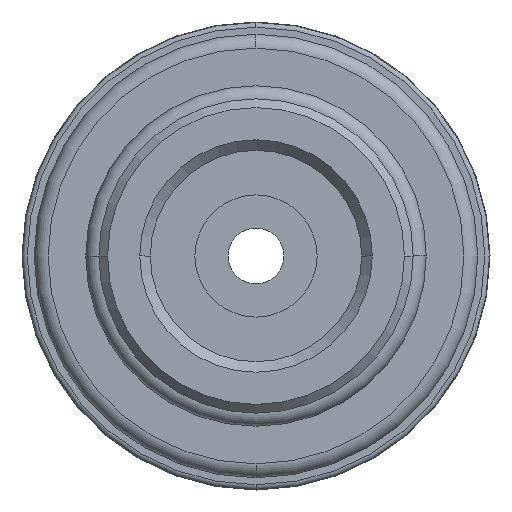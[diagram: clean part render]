
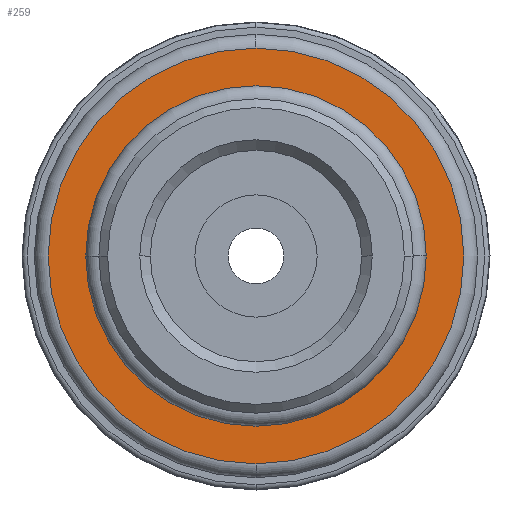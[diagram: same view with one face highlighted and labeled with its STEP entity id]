
A CAD part, front view. The second image highlights one B-rep face of the part: STEP entity #259.
In plain terms, the highlighted planar face has unit normal (0, -1, 0).
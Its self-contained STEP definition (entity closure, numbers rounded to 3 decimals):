
#259=ADVANCED_FACE('',(#596,#597),#598,.T.);
#596=FACE_BOUND('',#30210,.T.);
#597=FACE_OUTER_BOUND('',#30211,.T.);
#598=PLANE('',#30212);
#30210=EDGE_LOOP('',(#30889,#30890,#30891));
#30211=EDGE_LOOP('',(#30892,#30893,#30894));
#30212=AXIS2_PLACEMENT_3D('',#30895,#30896,#30897);
#30889=ORIENTED_EDGE('',*,*,#31676,.T.);
#30890=ORIENTED_EDGE('',*,*,#31762,.T.);
#30891=ORIENTED_EDGE('',*,*,#31677,.T.);
#30892=ORIENTED_EDGE('',*,*,#31763,.F.);
#30893=ORIENTED_EDGE('',*,*,#31764,.F.);
#30894=ORIENTED_EDGE('',*,*,#31765,.F.);
#30895=CARTESIAN_POINT('',(10.45,2.5,0.0));
#30896=DIRECTION('',(-0.0,-1.0,-0.0));
#30897=DIRECTION('',(-1.0,0.0,0.0));
#31676=EDGE_CURVE('',#32189,#32187,#32190,.T.);
#31677=EDGE_CURVE('',#32191,#32189,#32192,.T.);
#31762=EDGE_CURVE('',#32187,#32191,#32315,.T.);
#31763=EDGE_CURVE('',#32316,#32317,#32318,.T.);
#31764=EDGE_CURVE('',#32319,#32316,#32320,.T.);
#31765=EDGE_CURVE('',#32317,#32319,#32321,.T.);
#32187=VERTEX_POINT('',#35211);
#32189=VERTEX_POINT('',#35213);
#32190=CIRCLE('',#35214,9.75);
#32191=VERTEX_POINT('',#35215);
#32192=CIRCLE('',#35216,9.75);
#32315=CIRCLE('',#35532,9.75);
#32316=VERTEX_POINT('',#35533);
#32317=VERTEX_POINT('',#35534);
#32318=CIRCLE('',#35535,11.9);
#32319=VERTEX_POINT('',#35536);
#32320=CIRCLE('',#35537,11.9);
#32321=CIRCLE('',#35538,11.9);
#35211=CARTESIAN_POINT('',(9.75,2.5,0.));
#35213=CARTESIAN_POINT('',(0.,2.5,9.75));
#35214=AXIS2_PLACEMENT_3D('',#36193,#36194,#36195);
#35215=CARTESIAN_POINT('',(-9.75,2.5,0.));
#35216=AXIS2_PLACEMENT_3D('',#36196,#36197,#36198);
#35532=AXIS2_PLACEMENT_3D('',#36300,#36301,#36302);
#35533=CARTESIAN_POINT('',(11.9,2.5,0.0));
#35534=CARTESIAN_POINT('',(0.,2.5,-11.9));
#35535=AXIS2_PLACEMENT_3D('',#36303,#36304,#36305);
#35536=CARTESIAN_POINT('',(0.,2.5,11.9));
#35537=AXIS2_PLACEMENT_3D('',#36306,#36307,#36308);
#35538=AXIS2_PLACEMENT_3D('',#36309,#36310,#36311);
#36193=CARTESIAN_POINT('',(0.0,2.5,0.0));
#36194=DIRECTION('',(0.0,1.0,0.0));
#36195=DIRECTION('',(0.0,0.0,-1.0));
#36196=CARTESIAN_POINT('',(0.0,2.5,0.0));
#36197=DIRECTION('',(0.0,1.0,0.0));
#36198=DIRECTION('',(0.0,0.0,-1.0));
#36300=CARTESIAN_POINT('',(0.0,2.5,0.0));
#36301=DIRECTION('',(0.0,1.0,0.0));
#36302=DIRECTION('',(0.0,0.0,-1.0));
#36303=CARTESIAN_POINT('',(0.0,2.5,0.0));
#36304=DIRECTION('',(-0.0,1.0,0.0));
#36305=DIRECTION('',(1.0,0.0,0.0));
#36306=CARTESIAN_POINT('',(0.0,2.5,0.0));
#36307=DIRECTION('',(-0.0,1.0,0.0));
#36308=DIRECTION('',(1.0,0.0,0.0));
#36309=CARTESIAN_POINT('',(0.0,2.5,0.0));
#36310=DIRECTION('',(-0.0,1.0,0.0));
#36311=DIRECTION('',(1.0,0.0,0.0));
